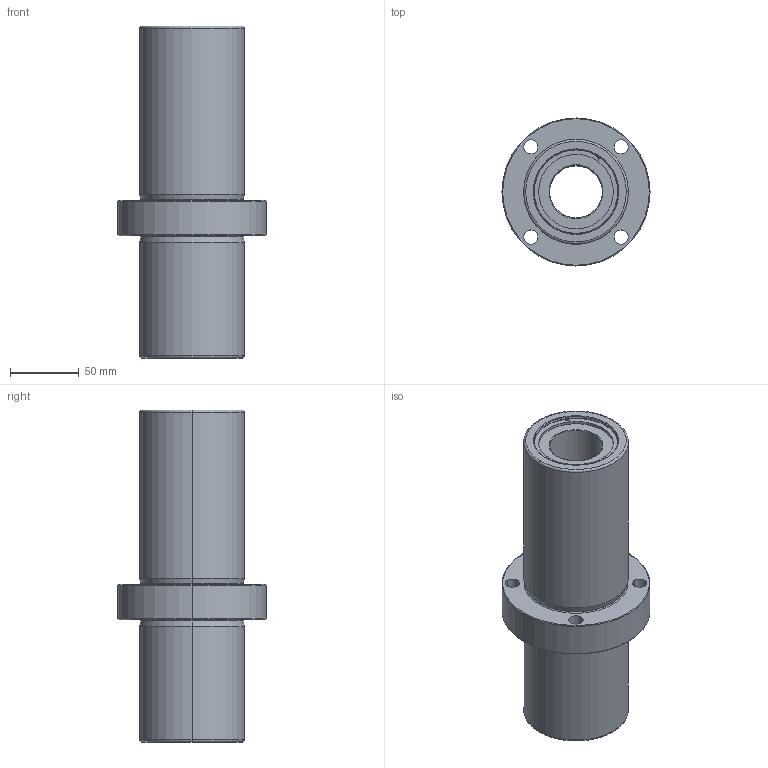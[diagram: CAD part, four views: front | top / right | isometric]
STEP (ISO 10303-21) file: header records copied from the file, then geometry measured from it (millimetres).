
FILE_DESCRIPTION (( 'STEP AP214' ), '1' );
FILE_NAME ('DieSetMount_2574181991.step', '2022-12-06T16:29:47', ( '' ), ( '' ), 'SwSTEP 2.0', 'SolidWorks 2019', '' );
FILE_SCHEMA (( 'AUTOMOTIVE_DESIGN' ));
Length unit declared in the file: inch
Products named in the file (3): xgk9AvGofT_CADModel_0; DieSetMount_2574181991
Assembly tree (1 placements, depth 2):
  DieSetMount_2574181991
    xgk9AvGofT_CADModel_0
  xgk9AvGofT_CADModel_0
Bounding box: 107.57 x 107.57 x 241.3 mm (x, y, z)
Volume: 857907.1 mm3; surface area: 262302.4 mm2
Topology: 13 solids, 13 shells, 272 faces, 636 edges, 400 vertices
Faces by surface type: cylinder 96, torus 68, plane 48, cone 40, bspline 20
Entity records: 11985 total; most frequent: CARTESIAN_POINT 1673, DIRECTION 1574, ORIENTED_EDGE 1272, AXIS2_PLACEMENT_3D 701, EDGE_CURVE 636, CIRCLE 444, VERTEX_POINT 400, EDGE_LOOP 312
